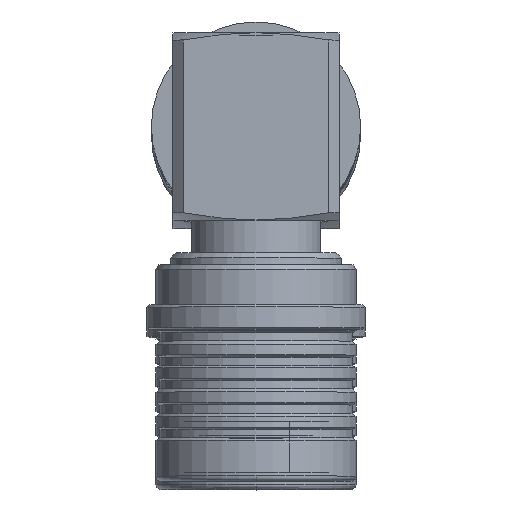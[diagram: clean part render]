
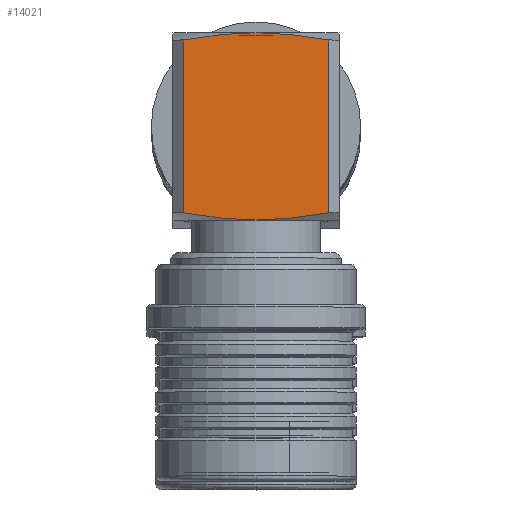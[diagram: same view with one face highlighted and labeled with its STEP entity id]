
A CAD part, top view. The second image highlights one B-rep face of the part: STEP entity #14021.
In plain terms, the highlighted face is planar.
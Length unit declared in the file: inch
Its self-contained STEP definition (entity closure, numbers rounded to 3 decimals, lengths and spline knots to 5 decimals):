
#446 = CARTESIAN_POINT ( 'NONE',  ( -0.17717, 0.15748, 0.02292 ) ) ;
#529 = CARTESIAN_POINT ( 'NONE',  ( 0.17717, 0.15748, 0. ) ) ;
#1204 = CARTESIAN_POINT ( 'NONE',  ( 0.16335, 0.15748, 0.13748 ) ) ;
#1354 = VERTEX_POINT ( 'NONE', #18114 ) ;
#3723 = CARTESIAN_POINT ( 'NONE',  ( -0.17084, 0.15748, 0.09184 ) ) ;
#4261 = CARTESIAN_POINT ( 'NONE',  ( -0.17717, 0.15748, 0.13748 ) ) ;
#4270 = CARTESIAN_POINT ( 'NONE',  ( -0.16737, 0.15748, -0.11466 ) ) ;
#4335 = DIRECTION ( 'NONE',  ( 1., 0., 0. ) ) ;
#4355 = DIRECTION ( 'NONE',  ( -1., 0., 0. ) ) ;
#4422 = CARTESIAN_POINT ( 'NONE',  ( -0.17577, 0.15748, -0.04592 ) ) ;
#4788 = B_SPLINE_CURVE_WITH_KNOTS ( 'NONE', 3,
 ( #15298, #12005, #7114, #10467, #18775, #529 ),
 .UNSPECIFIED., .F., .F.,
 ( 4, 2, 4 ),
 ( 0.00478, 0.00654, 0.00831 ),
 .UNSPECIFIED. ) ;
#5024 = VERTEX_POINT ( 'NONE', #8657 ) ;
#5065 = ORIENTED_EDGE ( 'NONE', *, *, #17561, .T. ) ;
#5338 = EDGE_CURVE ( 'NONE', #7985, #17263, #4788, .T. ) ;
#5627 = FACE_OUTER_BOUND ( 'NONE', #12808, .T. ) ;
#5702 = ORIENTED_EDGE ( 'NONE', *, *, #15053, .T. ) ;
#5729 = CARTESIAN_POINT ( 'NONE',  ( 0.17084, 0.15748, 0.09184 ) ) ;
#5933 = CARTESIAN_POINT ( 'NONE',  ( -0.17085, 0.15748, -0.09175 ) ) ;
#6482 = DIRECTION ( 'NONE',  ( 0., -1., 0. ) ) ;
#6762 = CARTESIAN_POINT ( 'NONE',  ( -0.17717, 0.15748, 0.15748 ) ) ;
#6887 = LINE ( 'NONE', #21015, #13133 ) ;
#7114 = CARTESIAN_POINT ( 'NONE',  ( 0.17085, 0.15748, -0.09175 ) ) ;
#7699 = CARTESIAN_POINT ( 'NONE',  ( 0.16335, 0.15748, -0.13748 ) ) ;
#7985 = VERTEX_POINT ( 'NONE', #7699 ) ;
#8657 = CARTESIAN_POINT ( 'NONE',  ( -0.16335, 0.15748, 0.13748 ) ) ;
#8681 = EDGE_CURVE ( 'NONE', #5024, #1354, #17679, .T. ) ;
#9450 = CARTESIAN_POINT ( 'NONE',  ( -0.16335, 0.15748, -0.13748 ) ) ;
#9530 = B_SPLINE_CURVE_WITH_KNOTS ( 'NONE', 3,
 ( #17422, #10788, #17215, #5729, #14524, #1204 ),
 .UNSPECIFIED., .F., .F.,
 ( 4, 2, 4 ),
 ( 0.00831, 0.01007, 0.01183 ),
 .UNSPECIFIED. ) ;
#10467 = CARTESIAN_POINT ( 'NONE',  ( 0.17577, 0.15748, -0.04592 ) ) ;
#10770 = B_SPLINE_CURVE_WITH_KNOTS ( 'NONE', 3,
 ( #14236, #4270, #5933, #4422, #16049, #14454 ),
 .UNSPECIFIED., .F., .F.,
 ( 4, 2, 4 ),
 ( 0.00478, 0.00654, 0.00831 ),
 .UNSPECIFIED. ) ;
#10788 = CARTESIAN_POINT ( 'NONE',  ( 0.17717, 0.15748, 0.02292 ) ) ;
#11996 = CARTESIAN_POINT ( 'NONE',  ( -0.17717, 0.15748, 0. ) ) ;
#12005 = CARTESIAN_POINT ( 'NONE',  ( 0.16737, 0.15748, -0.11466 ) ) ;
#12062 = CARTESIAN_POINT ( 'NONE',  ( -0.16735, 0.15748, 0.11476 ) ) ;
#12400 = VERTEX_POINT ( 'NONE', #9450 ) ;
#12808 = EDGE_LOOP ( 'NONE', ( #14066, #5065, #14870, #5702, #17794, #15221 ) ) ;
#13133 = VECTOR ( 'NONE', #4355, 39.37008 ) ;
#13681 = CARTESIAN_POINT ( 'NONE',  ( -0.17578, 0.15748, 0.04587 ) ) ;
#13715 = B_SPLINE_CURVE_WITH_KNOTS ( 'NONE', 3,
 ( #11996, #446, #13681, #3723, #12062, #20444 ),
 .UNSPECIFIED., .F., .F.,
 ( 4, 2, 4 ),
 ( 0.00831, 0.01007, 0.01183 ),
 .UNSPECIFIED. ) ;
#14021 = ADVANCED_FACE ( 'NONE', ( #5627 ), #19800, .F. ) ;
#14066 = ORIENTED_EDGE ( 'NONE', *, *, #5338, .F. ) ;
#14236 = CARTESIAN_POINT ( 'NONE',  ( -0.16335, 0.15748, -0.13748 ) ) ;
#14454 = CARTESIAN_POINT ( 'NONE',  ( -0.17717, 0.15748, 0. ) ) ;
#14524 = CARTESIAN_POINT ( 'NONE',  ( 0.16735, 0.15748, 0.11476 ) ) ;
#14870 = ORIENTED_EDGE ( 'NONE', *, *, #20773, .T. ) ;
#15053 = EDGE_CURVE ( 'NONE', #18790, #5024, #13715, .T. ) ;
#15221 = ORIENTED_EDGE ( 'NONE', *, *, #20500, .F. ) ;
#15298 = CARTESIAN_POINT ( 'NONE',  ( 0.16335, 0.15748, -0.13748 ) ) ;
#16049 = CARTESIAN_POINT ( 'NONE',  ( -0.17717, 0.15748, -0.02298 ) ) ;
#16306 = AXIS2_PLACEMENT_3D ( 'NONE', #6762, #6482, #18333 ) ;
#17151 = CARTESIAN_POINT ( 'NONE',  ( 0.17717, 0.15748, 0. ) ) ;
#17215 = CARTESIAN_POINT ( 'NONE',  ( 0.17578, 0.15748, 0.04587 ) ) ;
#17263 = VERTEX_POINT ( 'NONE', #17151 ) ;
#17422 = CARTESIAN_POINT ( 'NONE',  ( 0.17717, 0.15748, 0. ) ) ;
#17561 = EDGE_CURVE ( 'NONE', #7985, #12400, #6887, .T. ) ;
#17679 = LINE ( 'NONE', #4261, #20542 ) ;
#17794 = ORIENTED_EDGE ( 'NONE', *, *, #8681, .T. ) ;
#18114 = CARTESIAN_POINT ( 'NONE',  ( 0.16335, 0.15748, 0.13748 ) ) ;
#18333 = DIRECTION ( 'NONE',  ( 0., 0., -1. ) ) ;
#18775 = CARTESIAN_POINT ( 'NONE',  ( 0.17717, 0.15748, -0.02298 ) ) ;
#18790 = VERTEX_POINT ( 'NONE', #19798 ) ;
#19798 = CARTESIAN_POINT ( 'NONE',  ( -0.17717, 0.15748, 0. ) ) ;
#19800 = PLANE ( 'NONE',  #16306 ) ;
#20444 = CARTESIAN_POINT ( 'NONE',  ( -0.16335, 0.15748, 0.13748 ) ) ;
#20500 = EDGE_CURVE ( 'NONE', #17263, #1354, #9530, .T. ) ;
#20542 = VECTOR ( 'NONE', #4335, 39.37008 ) ;
#20773 = EDGE_CURVE ( 'NONE', #12400, #18790, #10770, .T. ) ;
#21015 = CARTESIAN_POINT ( 'NONE',  ( -0.15969, 0.15748, -0.13748 ) ) ;
